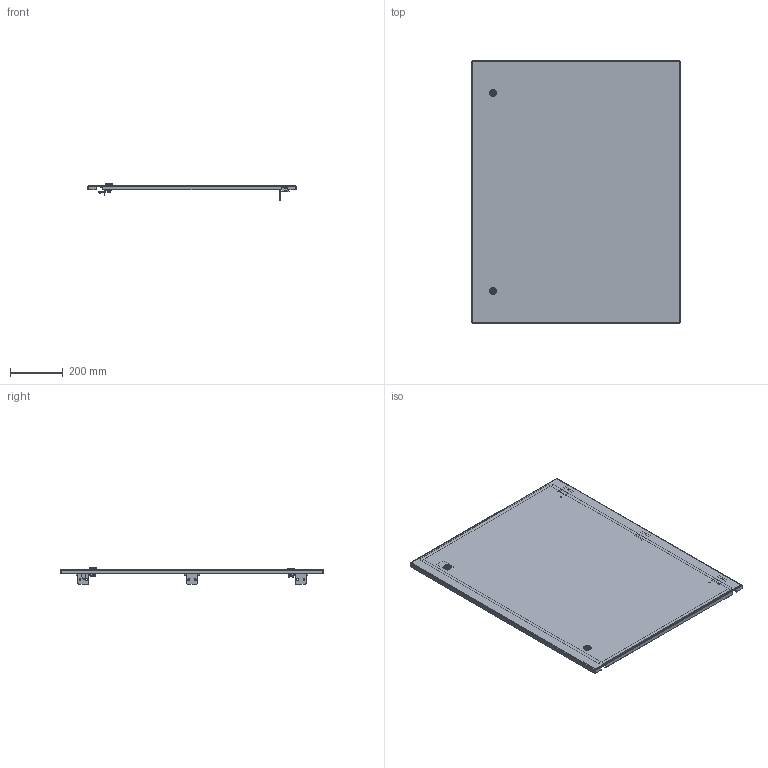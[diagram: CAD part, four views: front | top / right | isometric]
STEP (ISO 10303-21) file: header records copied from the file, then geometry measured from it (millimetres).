
FILE_DESCRIPTION (( 'STEP AP214' ), '1' );
FILE_NAME ('648.100.STEP', '2024-10-15T04:51:21', ( '' ), ( '' ), 'SwSTEP 2.0', 'SolidWorks 2021', '' );
FILE_SCHEMA (( 'AUTOMOTIVE_DESIGN' ));
Length unit declared in the file: millimetre
Products named in the file (22): Äâåðü W800H1000; 嵑謺麃 瀁蠉澼鍣 094; 648.100; 1207100236-Pano Kilit Yay_-1.STEP; 630.000; Ðåçèíêà øàðíèðà; Ïåòëÿ ùèòîâàÿ ïðèâàðíàÿ; 嵑謺麃; Çàìîê ïîä äâå áîðîäêè Z ðèãåëåì.STEP; Øïèëüêà ïðèâàðíàÿ Ì6õ16; 2101350253-15-DB15mm YEN_ G_BEK.STEP; 630.002; Ãàñêåòèíã äâåðè W800H1000; _____.STEP; Äâåðíîå ïîëîòíî W800H1000; ______ Z 3__.STEP; ______________ ______.STEP; 2102200253-YEN_ PANO K_L_T KOVANI KROM.STEP; 2311050230-plastik-rondela.STEP; Âòóëêà øàðíèðà; 1209100038(M6x8 Kombi Vida)_sss.STEP; Áîëò Ì5õ10 ñ øåñòèãðàííîé ãîëîâêîé ñ ïðåññøàéáîé
Assembly tree (34 placements, depth 3):
  648.100
    Äâåðü W800H1000
      Äâåðíîå ïîëîòíî W800H1000
      Ïåòëÿ ùèòîâàÿ ïðèâàðíàÿ  x3
      Øïèëüêà ïðèâàðíàÿ Ì6õ16  x2
      Ãàñêåòèíã äâåðè W800H1000
    630.000  x3
    630.002
    嵑謺麃 瀁蠉澼鍣 094  x3
      嵑謺麃
      Âòóëêà øàðíèðà
      Ðåçèíêà øàðíèðà
    Çàìîê ïîä äâå áîðîäêè Z ðèãåëåì.STEP  x2
      2102200253-YEN_ PANO K_L_T KOVANI KROM.STEP
      1207100236-Pano Kilit Yay_-1.STEP
      2311050230-plastik-rondela.STEP
      1209100038(M6x8 Kombi Vida)_sss.STEP
      2101350253-15-DB15mm YEN_ G_BEK.STEP
      _____.STEP
      ______________ ______.STEP
      ______ Z 3__.STEP
    Áîëò Ì5õ10 ñ øåñòèãðàííîé ãîëîâêîé ñ ïðåññøàéáîé  x6
Bounding box: 789 x 995 x 62.23 mm (x, y, z)
Volume: 1915007.8 mm3; surface area: 1862694 mm2
Topology: 90 solids, 90 shells, 2102 faces, 5075 edges, 3224 vertices
Faces by surface type: plane 874, cylinder 692, bspline 362, cone 94, torus 80
Entity records: 68985 total; most frequent: CARTESIAN_POINT 46724, ORIENTED_EDGE 4708, DIRECTION 3931, EDGE_CURVE 2354, VERTEX_POINT 1499, AXIS2_PLACEMENT_3D 1356, VECTOR 1219, LINE 1219
